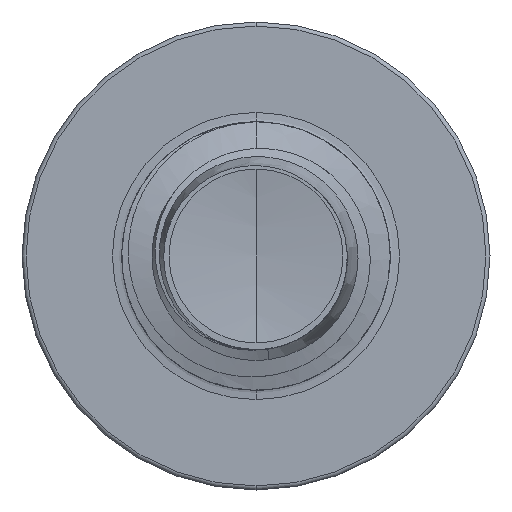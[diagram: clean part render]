
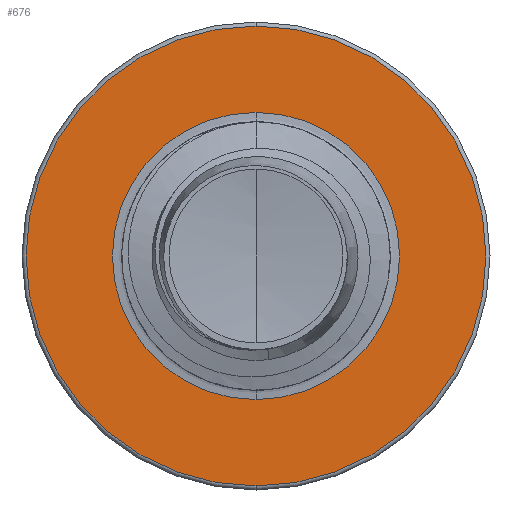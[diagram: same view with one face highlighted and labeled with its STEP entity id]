
A CAD part, front view. The second image highlights one B-rep face of the part: STEP entity #676.
In plain terms, the highlighted planar face has unit normal (0, -1, 0).
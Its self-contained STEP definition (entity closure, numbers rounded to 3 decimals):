
#338 = VERTEX_POINT ( 'NONE', #7701 ) ;
#676 = ADVANCED_FACE ( 'NONE', ( #19632, #15313 ), #7413, .F. ) ;
#685 = CARTESIAN_POINT ( 'NONE',  ( 0., 7.5, 1.872 ) ) ;
#1216 = ORIENTED_EDGE ( 'NONE', *, *, #18548, .F. ) ;
#1761 = EDGE_CURVE ( 'NONE', #18968, #9746, #13823, .T. ) ;
#1806 = CARTESIAN_POINT ( 'NONE',  ( 0., 7.5, 0. ) ) ;
#2377 = AXIS2_PLACEMENT_3D ( 'NONE', #1806, #13978, #3756 ) ;
#2685 = AXIS2_PLACEMENT_3D ( 'NONE', #8980, #20347, #10640 ) ;
#3756 = DIRECTION ( 'NONE',  ( 0., 0., 1. ) ) ;
#4799 = AXIS2_PLACEMENT_3D ( 'NONE', #8472, #19895, #10138 ) ;
#4861 = CARTESIAN_POINT ( 'NONE',  ( 0., 7.5, 0. ) ) ;
#7338 = DIRECTION ( 'NONE',  ( 0., 0., 1. ) ) ;
#7368 = DIRECTION ( 'NONE',  ( 0., 1., 0. ) ) ;
#7413 = PLANE ( 'NONE',  #15609 ) ;
#7534 = CARTESIAN_POINT ( 'NONE',  ( 0., 7.5, -1.872 ) ) ;
#7701 = CARTESIAN_POINT ( 'NONE',  ( 0., 7.5, -2.997 ) ) ;
#8293 = CARTESIAN_POINT ( 'NONE',  ( 0., 7.5, 2.998 ) ) ;
#8472 = CARTESIAN_POINT ( 'NONE',  ( 0., 7.5, 0. ) ) ;
#8980 = CARTESIAN_POINT ( 'NONE',  ( 0., 7.5, 0. ) ) ;
#9480 = DIRECTION ( 'NONE',  ( 0., 0., 1. ) ) ;
#9746 = VERTEX_POINT ( 'NONE', #685 ) ;
#9808 = CIRCLE ( 'NONE', #4799, 2.998 ) ;
#9812 = CIRCLE ( 'NONE', #2685, 1.872 ) ;
#9916 = DIRECTION ( 'NONE',  ( 0., 1., 0. ) ) ;
#10138 = DIRECTION ( 'NONE',  ( 0., 0., 1. ) ) ;
#10484 = EDGE_LOOP ( 'NONE', ( #10730, #15107 ) ) ;
#10640 = DIRECTION ( 'NONE',  ( 0., 0., 1. ) ) ;
#10730 = ORIENTED_EDGE ( 'NONE', *, *, #18542, .T. ) ;
#12362 = CARTESIAN_POINT ( 'NONE',  ( 0., 7.5, -1.872 ) ) ;
#13743 = CIRCLE ( 'NONE', #2377, 2.998 ) ;
#13823 = CIRCLE ( 'NONE', #15525, 1.872 ) ;
#13978 = DIRECTION ( 'NONE',  ( 0., 1., 0. ) ) ;
#15107 = ORIENTED_EDGE ( 'NONE', *, *, #1761, .T. ) ;
#15313 = FACE_BOUND ( 'NONE', #10484, .T. ) ;
#15525 = AXIS2_PLACEMENT_3D ( 'NONE', #4861, #9916, #9480 ) ;
#15594 = VERTEX_POINT ( 'NONE', #8293 ) ;
#15609 = AXIS2_PLACEMENT_3D ( 'NONE', #7534, #7368, #7338 ) ;
#16862 = EDGE_CURVE ( 'NONE', #15594, #338, #9808, .T. ) ;
#18542 = EDGE_CURVE ( 'NONE', #9746, #18968, #9812, .T. ) ;
#18548 = EDGE_CURVE ( 'NONE', #338, #15594, #13743, .T. ) ;
#18944 = ORIENTED_EDGE ( 'NONE', *, *, #16862, .F. ) ;
#18968 = VERTEX_POINT ( 'NONE', #12362 ) ;
#19632 = FACE_OUTER_BOUND ( 'NONE', #19903, .T. ) ;
#19895 = DIRECTION ( 'NONE',  ( 0., 1., 0. ) ) ;
#19903 = EDGE_LOOP ( 'NONE', ( #18944, #1216 ) ) ;
#20347 = DIRECTION ( 'NONE',  ( 0., 1., 0. ) ) ;
